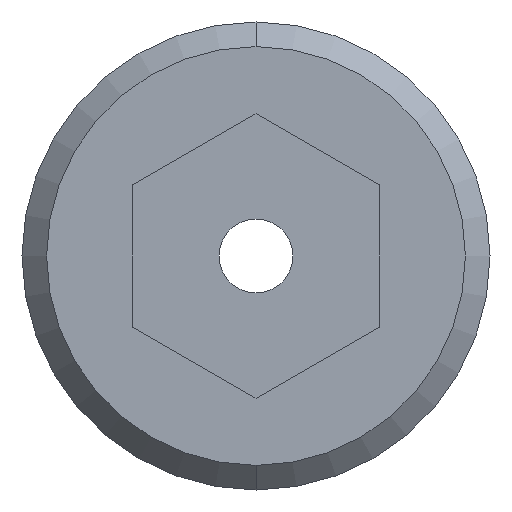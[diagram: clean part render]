
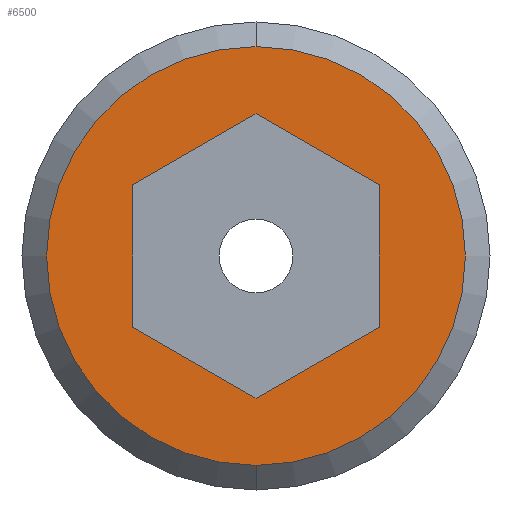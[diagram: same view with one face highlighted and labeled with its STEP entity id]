
A CAD part, left-side view. The second image highlights one B-rep face of the part: STEP entity #6500.
In plain terms, the highlighted planar face has unit normal (-1, 0, 0).
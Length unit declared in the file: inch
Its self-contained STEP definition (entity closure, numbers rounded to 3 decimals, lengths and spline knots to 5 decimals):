
#2803=CARTESIAN_POINT('',(-0.162,0.,0.));
#2804=DIRECTION('',(-1.,0.,0.));
#2805=DIRECTION('',(0.,1.,0.));
#2806=AXIS2_PLACEMENT_3D('',#2803,#2804,#2805);
#2821=DIRECTION('',(0.,0.5,0.866));
#2822=VECTOR('',#2821,0.08083);
#2823=CARTESIAN_POINT('',(-0.162,0.04041,-0.07));
#2824=LINE('',#2823,#2822);
#2825=DIRECTION('',(0.,1.,0.));
#2826=VECTOR('',#2825,0.08083);
#2827=CARTESIAN_POINT('',(-0.162,-0.04041,-0.07));
#2828=LINE('',#2827,#2826);
#2829=DIRECTION('',(0.,0.5,-0.866));
#2830=VECTOR('',#2829,0.08083);
#2831=CARTESIAN_POINT('',(-0.162,-0.08083,0.));
#2832=LINE('',#2831,#2830);
#2833=DIRECTION('',(0.,-0.5,-0.866));
#2834=VECTOR('',#2833,0.08083);
#2835=CARTESIAN_POINT('',(-0.162,-0.04041,0.07));
#2836=LINE('',#2835,#2834);
#2837=DIRECTION('',(0.,-1.,0.));
#2838=VECTOR('',#2837,0.08083);
#2839=CARTESIAN_POINT('',(-0.162,0.04041,0.07));
#2840=LINE('',#2839,#2838);
#2841=DIRECTION('',(0.,-0.5,0.866));
#2842=VECTOR('',#2841,0.08083);
#2843=CARTESIAN_POINT('',(-0.162,0.08083,0.));
#2844=LINE('',#2843,#2842);
#2845=CARTESIAN_POINT('',(-0.162,0.,0.));
#2846=DIRECTION('',(1.,0.,0.));
#2847=DIRECTION('',(0.,1.,0.));
#2848=AXIS2_PLACEMENT_3D('',#2845,#2846,#2847);
#3033=CARTESIAN_POINT('',(-0.162,0.119,0.));
#3034=CARTESIAN_POINT('',(-0.162,-0.119,0.));
#3035=VERTEX_POINT('',#3033);
#3036=VERTEX_POINT('',#3034);
#3053=CARTESIAN_POINT('',(-0.162,0.04041,-0.07));
#3054=CARTESIAN_POINT('',(-0.162,0.08083,0.));
#3055=VERTEX_POINT('',#3053);
#3056=VERTEX_POINT('',#3054);
#3057=CARTESIAN_POINT('',(-0.162,-0.04041,-0.07));
#3058=VERTEX_POINT('',#3057);
#3059=CARTESIAN_POINT('',(-0.162,-0.08083,0.));
#3060=VERTEX_POINT('',#3059);
#3061=CARTESIAN_POINT('',(-0.162,-0.04041,0.07));
#3062=VERTEX_POINT('',#3061);
#3063=CARTESIAN_POINT('',(-0.162,0.04041,0.07));
#3064=VERTEX_POINT('',#3063);
#6476=CARTESIAN_POINT('',(-0.162,0.,0.));
#6477=DIRECTION('',(1.,0.,0.));
#6478=DIRECTION('',(0.,-1.,0.));
#6479=AXIS2_PLACEMENT_3D('',#6476,#6477,#6478);
#6480=PLANE('',#6479);
#6481=ORIENTED_EDGE('',*,*,#6466,.F.);
#6483=ORIENTED_EDGE('',*,*,#6482,.T.);
#6484=EDGE_LOOP('',(#6481,#6483));
#6485=FACE_OUTER_BOUND('',#6484,.F.);
#6487=ORIENTED_EDGE('',*,*,#6486,.F.);
#6489=ORIENTED_EDGE('',*,*,#6488,.F.);
#6491=ORIENTED_EDGE('',*,*,#6490,.F.);
#6493=ORIENTED_EDGE('',*,*,#6492,.F.);
#6495=ORIENTED_EDGE('',*,*,#6494,.F.);
#6497=ORIENTED_EDGE('',*,*,#6496,.F.);
#6498=EDGE_LOOP('',(#6487,#6489,#6491,#6493,#6495,#6497));
#6499=FACE_BOUND('',#6498,.F.);
#2807=CIRCLE('',#2806,0.119);
#2849=CIRCLE('',#2848,0.119);
#6466=EDGE_CURVE('',#3035,#3036,#2807,.T.);
#6482=EDGE_CURVE('',#3035,#3036,#2849,.T.);
#6486=EDGE_CURVE('',#3055,#3056,#2824,.T.);
#6488=EDGE_CURVE('',#3058,#3055,#2828,.T.);
#6490=EDGE_CURVE('',#3060,#3058,#2832,.T.);
#6492=EDGE_CURVE('',#3062,#3060,#2836,.T.);
#6494=EDGE_CURVE('',#3064,#3062,#2840,.T.);
#6496=EDGE_CURVE('',#3056,#3064,#2844,.T.);
#6500=ADVANCED_FACE('',(#6485,#6499),#6480,.F.);
